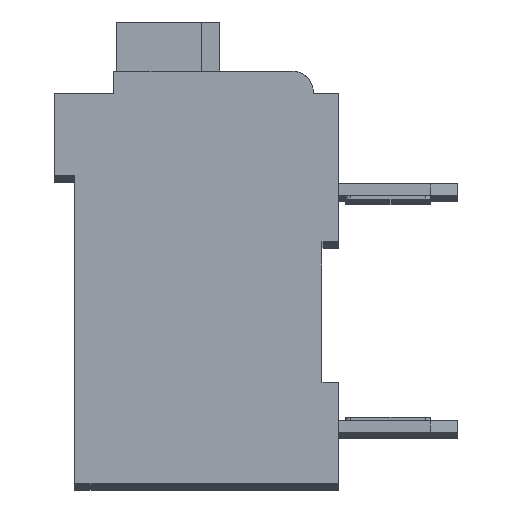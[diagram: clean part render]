
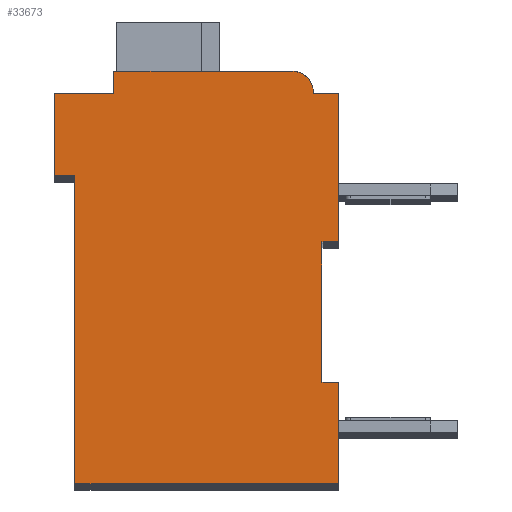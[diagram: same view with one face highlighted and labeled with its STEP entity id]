
A CAD part, top view. The second image highlights one B-rep face of the part: STEP entity #33673.
In plain terms, the highlighted planar face has unit normal (0, 0, 1).
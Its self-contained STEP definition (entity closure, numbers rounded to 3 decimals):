
#10274=DIRECTION('',(1.,0.,0.));
#10275=VECTOR('',#10274,0.5);
#10276=CARTESIAN_POINT('',(7.3,7.15,2.1));
#10277=LINE('',#10276,#10275);
#10278=DIRECTION('',(0.,1.,0.));
#10279=VECTOR('',#10278,4.15);
#10280=CARTESIAN_POINT('',(7.3,3.,2.1));
#10281=LINE('',#10280,#10279);
#10282=DIRECTION('',(-1.,0.,0.));
#10283=VECTOR('',#10282,0.5);
#10284=CARTESIAN_POINT('',(7.8,3.,2.1));
#10285=LINE('',#10284,#10283);
#10286=DIRECTION('',(0.,1.,0.));
#10287=VECTOR('',#10286,3.);
#10288=CARTESIAN_POINT('',(7.8,0.,2.1));
#10289=LINE('',#10288,#10287);
#10290=DIRECTION('',(1.,0.,0.));
#10291=VECTOR('',#10290,7.8);
#10292=CARTESIAN_POINT('',(0.,0.,2.1));
#10293=LINE('',#10292,#10291);
#10294=DIRECTION('',(0.,-1.,0.));
#10295=VECTOR('',#10294,9.1);
#10296=CARTESIAN_POINT('',(0.,9.1,2.1));
#10297=LINE('',#10296,#10295);
#10298=DIRECTION('',(1.,0.,0.));
#10299=VECTOR('',#10298,0.6);
#10300=CARTESIAN_POINT('',(-0.6,9.1,2.1));
#10301=LINE('',#10300,#10299);
#10302=DIRECTION('',(0.,-1.,0.));
#10303=VECTOR('',#10302,2.45);
#10304=CARTESIAN_POINT('',(-0.6,11.55,2.1));
#10305=LINE('',#10304,#10303);
#10306=DIRECTION('',(-1.,0.,0.));
#10307=VECTOR('',#10306,1.75);
#10308=CARTESIAN_POINT('',(1.15,11.55,2.1));
#10309=LINE('',#10308,#10307);
#10310=DIRECTION('',(0.,-1.,0.));
#10311=VECTOR('',#10310,0.65);
#10312=CARTESIAN_POINT('',(1.15,12.2,2.1));
#10313=LINE('',#10312,#10311);
#10314=DIRECTION('',(-1.,0.,0.));
#10315=VECTOR('',#10314,5.25);
#10316=CARTESIAN_POINT('',(6.4,12.2,2.1));
#10317=LINE('',#10316,#10315);
#10318=CARTESIAN_POINT('',(6.4,11.55,2.1));
#10319=DIRECTION('',(0.,0.,1.));
#10320=DIRECTION('',(1.,0.,0.));
#10321=AXIS2_PLACEMENT_3D('',#10318,#10319,#10320);
#10323=DIRECTION('',(-1.,0.,0.));
#10324=VECTOR('',#10323,0.75);
#10325=CARTESIAN_POINT('',(7.8,11.55,2.1));
#10326=LINE('',#10325,#10324);
#10327=DIRECTION('',(0.,1.,0.));
#10328=VECTOR('',#10327,4.4);
#10329=CARTESIAN_POINT('',(7.8,7.15,2.1));
#10330=LINE('',#10329,#10328);
#16673=CARTESIAN_POINT('',(7.3,7.15,2.1));
#16674=CARTESIAN_POINT('',(7.8,7.15,2.1));
#16675=VERTEX_POINT('',#16673);
#16676=VERTEX_POINT('',#16674);
#16677=CARTESIAN_POINT('',(7.8,11.55,2.1));
#16678=VERTEX_POINT('',#16677);
#16679=CARTESIAN_POINT('',(7.05,11.55,2.1));
#16680=VERTEX_POINT('',#16679);
#16681=CARTESIAN_POINT('',(6.4,12.2,2.1));
#16682=VERTEX_POINT('',#16681);
#16683=CARTESIAN_POINT('',(1.15,12.2,2.1));
#16684=VERTEX_POINT('',#16683);
#16685=CARTESIAN_POINT('',(1.15,11.55,2.1));
#16686=VERTEX_POINT('',#16685);
#16687=CARTESIAN_POINT('',(-0.6,11.55,2.1));
#16688=VERTEX_POINT('',#16687);
#16689=CARTESIAN_POINT('',(-0.6,9.1,2.1));
#16690=VERTEX_POINT('',#16689);
#16691=CARTESIAN_POINT('',(0.,9.1,2.1));
#16692=VERTEX_POINT('',#16691);
#16693=CARTESIAN_POINT('',(0.,0.,2.1));
#16694=VERTEX_POINT('',#16693);
#16695=CARTESIAN_POINT('',(7.8,0.,2.1));
#16696=VERTEX_POINT('',#16695);
#16697=CARTESIAN_POINT('',(7.8,3.,2.1));
#16698=VERTEX_POINT('',#16697);
#16699=CARTESIAN_POINT('',(7.3,3.,2.1));
#16700=VERTEX_POINT('',#16699);
#33652=CARTESIAN_POINT('',(0.,0.,2.1));
#33653=DIRECTION('',(0.,0.,1.));
#33654=DIRECTION('',(1.,0.,0.));
#33655=AXIS2_PLACEMENT_3D('',#33652,#33653,#33654);
#33656=PLANE('',#33655);
#33657=ORIENTED_EDGE('',*,*,#21974,.F.);
#33658=ORIENTED_EDGE('',*,*,#22730,.F.);
#33659=ORIENTED_EDGE('',*,*,#28668,.F.);
#33660=ORIENTED_EDGE('',*,*,#29083,.F.);
#33661=ORIENTED_EDGE('',*,*,#29566,.F.);
#33662=ORIENTED_EDGE('',*,*,#30280,.F.);
#33663=ORIENTED_EDGE('',*,*,#30500,.F.);
#33664=ORIENTED_EDGE('',*,*,#30951,.F.);
#33665=ORIENTED_EDGE('',*,*,#31449,.F.);
#33666=ORIENTED_EDGE('',*,*,#32172,.F.);
#33667=ORIENTED_EDGE('',*,*,#32740,.F.);
#33668=ORIENTED_EDGE('',*,*,#31500,.F.);
#33669=ORIENTED_EDGE('',*,*,#31973,.F.);
#33670=ORIENTED_EDGE('',*,*,#22625,.F.);
#33671=EDGE_LOOP('',(#33657,#33658,#33659,#33660,#33661,#33662,#33663,#33664,
#33665,#33666,#33667,#33668,#33669,#33670));
#33672=FACE_OUTER_BOUND('',#33671,.F.);
#10322=CIRCLE('',#10321,0.65);
#21974=EDGE_CURVE('',#16675,#16676,#10277,.T.);
#22625=EDGE_CURVE('',#16676,#16678,#10330,.T.);
#22730=EDGE_CURVE('',#16700,#16675,#10281,.T.);
#28668=EDGE_CURVE('',#16698,#16700,#10285,.T.);
#29083=EDGE_CURVE('',#16696,#16698,#10289,.T.);
#29566=EDGE_CURVE('',#16694,#16696,#10293,.T.);
#30280=EDGE_CURVE('',#16692,#16694,#10297,.T.);
#30500=EDGE_CURVE('',#16690,#16692,#10301,.T.);
#30951=EDGE_CURVE('',#16688,#16690,#10305,.T.);
#31449=EDGE_CURVE('',#16686,#16688,#10309,.T.);
#31500=EDGE_CURVE('',#16680,#16682,#10322,.T.);
#31973=EDGE_CURVE('',#16678,#16680,#10326,.T.);
#32172=EDGE_CURVE('',#16684,#16686,#10313,.T.);
#32740=EDGE_CURVE('',#16682,#16684,#10317,.T.);
#33673=ADVANCED_FACE('',(#33672),#33656,.T.);
